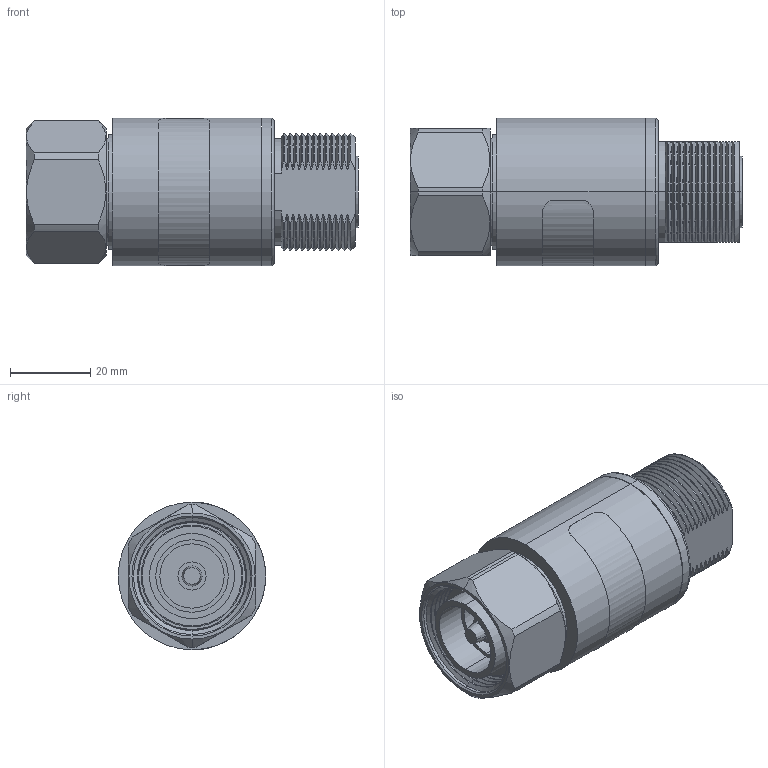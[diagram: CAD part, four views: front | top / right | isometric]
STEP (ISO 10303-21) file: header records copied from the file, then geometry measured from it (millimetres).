
FILE_DESCRIPTION (( 'STEP AP214' ), '1' );
FILE_NAME ('LCSP1008.STEP', '2018-05-01T15:34:08', ( '' ), ( '' ), 'SwSTEP 2.0', 'SolidWorks 2017', '' );
FILE_SCHEMA (( 'AUTOMOTIVE_DESIGN' ));
Length unit declared in the file: inch
Products named in the file (17): 2811-0021; 4035-0071; 1359-0002; 4051-0037; 7040-0060; 4052-0060; 5800-0269; 5800-0267; 5800-0268; MED CURVED LP LABEL_CURVED2; 4052-0059; 4050-0013; 7040-0104; LCSP1008; 4035-0072; 1502-0716; 4009-0033-01
Assembly tree (21 placements, depth 2):
  LCSP1008
    5800-0269
    5800-0268
    1502-0716
    7040-0060
    2811-0021  x2
    4052-0060
    4035-0071
    7040-0104  x2
    4009-0033-01  x2
    4051-0037  x2
    4050-0013  x2
    4052-0059
    4035-0072
    5800-0267
    1359-0002
    MED CURVED LP LABEL_CURVED2
Bounding box: 82.89 x 36.83 x 36.83 mm (x, y, z)
Volume: 53795.3 mm3; surface area: 39418.6 mm2
Topology: 21 solids, 21 shells, 5032 faces, 14664 edges, 9715 vertices
Faces by surface type: plane 4542, cylinder 286, cone 154, torus 50
Entity records: 90348 total; most frequent: CARTESIAN_POINT 16589, ORIENTED_EDGE 15840, DIRECTION 14068, EDGE_CURVE 7920, LINE 7102, VECTOR 7102, VERTEX_POINT 5228, AXIS2_PLACEMENT_3D 3483
